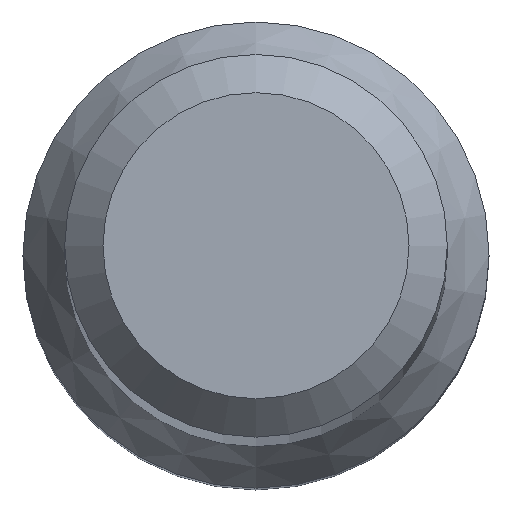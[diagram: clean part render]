
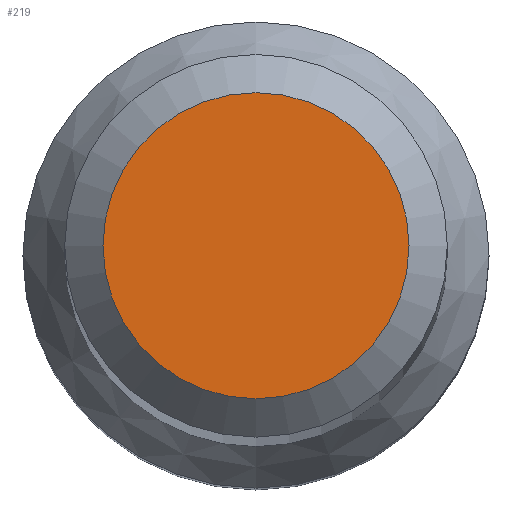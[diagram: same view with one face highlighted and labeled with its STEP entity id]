
A CAD part, top view. The second image highlights one B-rep face of the part: STEP entity #219.
In plain terms, the highlighted planar face has unit normal (0, 0, 1).
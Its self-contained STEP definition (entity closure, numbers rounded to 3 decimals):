
#10 = FACE_OUTER_BOUND ( 'NONE', #86, .T. ) ;
#28 = CARTESIAN_POINT ( 'NONE',  ( 0., 0., 101. ) ) ;
#31 = DIRECTION ( 'NONE',  ( 0., 0., 1. ) ) ;
#39 = EDGE_CURVE ( 'NONE', #149, #149, #42, .T. ) ;
#42 = CIRCLE ( 'NONE', #151, 2.4 ) ;
#55 = PLANE ( 'NONE',  #141 ) ;
#86 = EDGE_LOOP ( 'NONE', ( #116 ) ) ;
#102 = DIRECTION ( 'NONE',  ( 0., 0., -1. ) ) ;
#116 = ORIENTED_EDGE ( 'NONE', *, *, #39, .F. ) ;
#123 = DIRECTION ( 'NONE',  ( 0., 1., 0. ) ) ;
#141 = AXIS2_PLACEMENT_3D ( 'NONE', #28, #31, #196 ) ;
#149 = VERTEX_POINT ( 'NONE', #203 ) ;
#151 = AXIS2_PLACEMENT_3D ( 'NONE', #197, #102, #123 ) ;
#196 = DIRECTION ( 'NONE',  ( 0., -1., 0. ) ) ;
#197 = CARTESIAN_POINT ( 'NONE',  ( 0., 0., 101. ) ) ;
#203 = CARTESIAN_POINT ( 'NONE',  ( 0., 2.4, 101. ) ) ;
#219 = ADVANCED_FACE ( 'NONE', ( #10 ), #55, .T. ) ;
